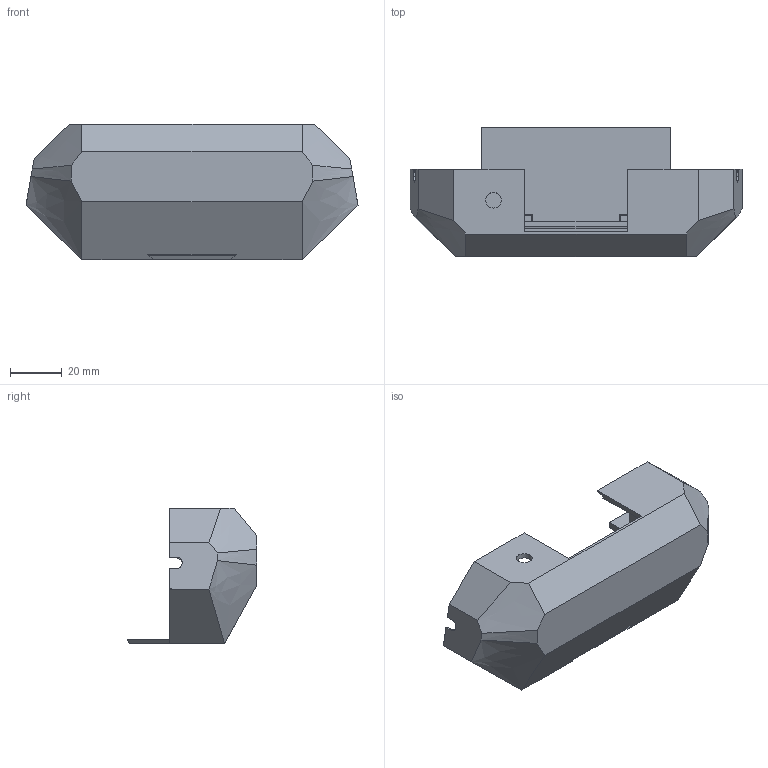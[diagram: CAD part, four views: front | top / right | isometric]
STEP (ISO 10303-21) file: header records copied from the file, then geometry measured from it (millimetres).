
FILE_DESCRIPTION(('STEP AP203'), '1');
FILE_NAME('ﾊ魵2', '2025-05-03T19:23:21', ('magom'), (''), 'C3D Converter', 'C3D Toolkit', '');
FILE_SCHEMA(('CONFIG_CONTROL_DESIGN'));
Length unit declared in the file: millimetre
Products named in the file (1): Кузов1
Bounding box: 128.21 x 49.98 x 52.46 mm (x, y, z)
Volume: 44823.6 mm3; surface area: 32360.9 mm2
Topology: 2 solids, 2 shells, 145 faces, 433 edges, 320 vertices
Faces by surface type: plane 126, bspline 12, cylinder 7
Full cylindrical faces by diameter (mm): 6 x1, 6.8 x2
Entity records: 6103 total; most frequent: CARTESIAN_POINT 2293, ORIENTED_EDGE 808, DIRECTION 636, EDGE_CURVE 404, LINE 340, VECTOR 340, VERTEX_POINT 268, EDGE_LOOP 152
